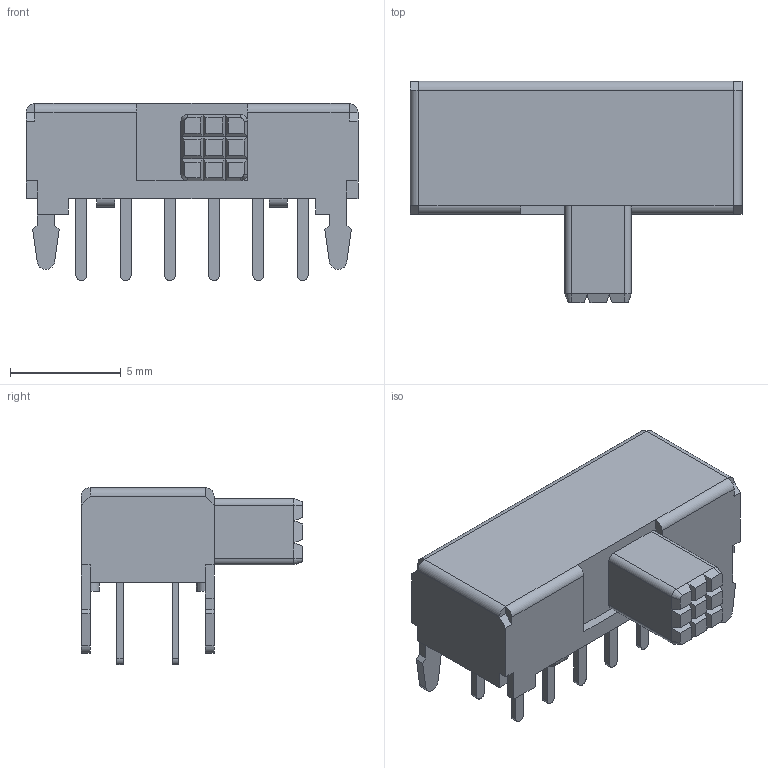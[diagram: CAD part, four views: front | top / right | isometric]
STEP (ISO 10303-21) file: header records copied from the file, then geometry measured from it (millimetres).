
FILE_DESCRIPTION(/* description */ (''),/* implementation_level */ '2;1');
FILE_NAME(/* name */ 'EG4208.stp',/* time_stamp */ '2021-06-17T09:54:59-05:00',/* author */ ('mwilliams'),/* organization */ (''),/* preprocessor_version */ 'ST-DEVELOPER v18',/* originating_system */ 'Autodesk Inventor 2020',/* authorisation */ '');
FILE_SCHEMA (('AUTOMOTIVE_DESIGN { 1 0 10303 214 3 1 1 }'));
Length unit declared in the file: millimetre
Products named in the file (1): JSS4208
Bounding box: 15 x 10 x 8 mm (x, y, z)
Volume: 426.9 mm3; surface area: 503.4 mm2
Topology: 1 solids, 1 shells, 191 faces, 477 edges, 300 vertices
Faces by surface type: plane 156, cylinder 31, cone 4
Entity records: 5615 total; most frequent: CARTESIAN_POINT 969, ORIENTED_EDGE 954, DIRECTION 927, EDGE_CURVE 477, LINE 411, VECTOR 411, VERTEX_POINT 300, AXIS2_PLACEMENT_3D 258
